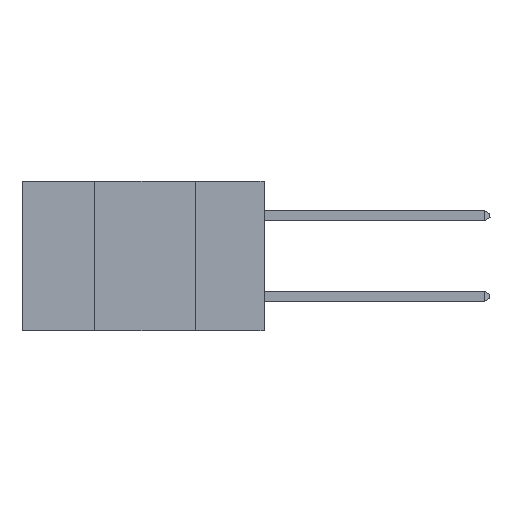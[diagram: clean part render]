
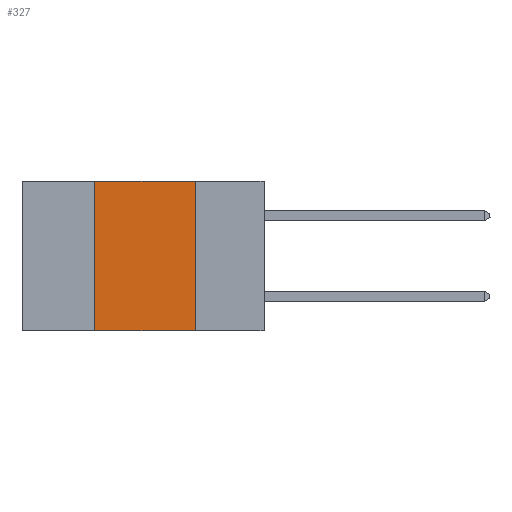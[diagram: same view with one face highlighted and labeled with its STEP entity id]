
A CAD part, left-side view. The second image highlights one B-rep face of the part: STEP entity #327.
In plain terms, the highlighted planar face has unit normal (-1, 0, 0).
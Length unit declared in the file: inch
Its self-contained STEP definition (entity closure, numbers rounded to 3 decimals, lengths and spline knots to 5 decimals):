
#327 = ADVANCED_FACE ( 'NONE', ( #16823 ), #5909, .F. ) ;
#865 = EDGE_CURVE ( 'NONE', #5345, #5666, #13122, .T. ) ;
#953 = LINE ( 'NONE', #7688, #2438 ) ;
#1442 = ORIENTED_EDGE ( 'NONE', *, *, #16312, .F. ) ;
#2208 = CARTESIAN_POINT ( 'NONE',  ( 0., 0.17, -0.37 ) ) ;
#2241 = CARTESIAN_POINT ( 'NONE',  ( 0., 0.17, 0. ) ) ;
#2438 = VECTOR ( 'NONE', #17430, 39.37008 ) ;
#2548 = LINE ( 'NONE', #6292, #16871 ) ;
#2653 = VERTEX_POINT ( 'NONE', #9306 ) ;
#2998 = CARTESIAN_POINT ( 'NONE',  ( 0., 0.6, 0. ) ) ;
#4649 = AXIS2_PLACEMENT_3D ( 'NONE', #2998, #10066, #15697 ) ;
#5040 = DIRECTION ( 'NONE',  ( 0., 0., -1. ) ) ;
#5345 = VERTEX_POINT ( 'NONE', #6045 ) ;
#5666 = VERTEX_POINT ( 'NONE', #2208 ) ;
#5909 = PLANE ( 'NONE',  #4649 ) ;
#5977 = EDGE_CURVE ( 'NONE', #17543, #5666, #2548, .T. ) ;
#6045 = CARTESIAN_POINT ( 'NONE',  ( 0., 0.17, 0. ) ) ;
#6292 = CARTESIAN_POINT ( 'NONE',  ( 0., 0.6, -0.37 ) ) ;
#7415 = ORIENTED_EDGE ( 'NONE', *, *, #5977, .T. ) ;
#7688 = CARTESIAN_POINT ( 'NONE',  ( 0., 0.42, 0. ) ) ;
#7778 = VECTOR ( 'NONE', #13705, 39.37008 ) ;
#8883 = DIRECTION ( 'NONE',  ( 0., -1., 0. ) ) ;
#9172 = ORIENTED_EDGE ( 'NONE', *, *, #865, .F. ) ;
#9306 = CARTESIAN_POINT ( 'NONE',  ( 0., 0.42, 0. ) ) ;
#9406 = VECTOR ( 'NONE', #5040, 39.37008 ) ;
#10066 = DIRECTION ( 'NONE',  ( 1., 0., 0. ) ) ;
#12983 = LINE ( 'NONE', #15147, #7778 ) ;
#13122 = LINE ( 'NONE', #2241, #9406 ) ;
#13705 = DIRECTION ( 'NONE',  ( 0., -1., 0. ) ) ;
#14396 = EDGE_LOOP ( 'NONE', ( #9172, #17183, #1442, #7415 ) ) ;
#14738 = EDGE_CURVE ( 'NONE', #2653, #5345, #12983, .T. ) ;
#15147 = CARTESIAN_POINT ( 'NONE',  ( 0., 0.6, 0. ) ) ;
#15697 = DIRECTION ( 'NONE',  ( 0., 0., -1. ) ) ;
#16312 = EDGE_CURVE ( 'NONE', #17543, #2653, #953, .T. ) ;
#16823 = FACE_OUTER_BOUND ( 'NONE', #14396, .T. ) ;
#16871 = VECTOR ( 'NONE', #8883, 39.37008 ) ;
#17183 = ORIENTED_EDGE ( 'NONE', *, *, #14738, .F. ) ;
#17430 = DIRECTION ( 'NONE',  ( 0., 0., 1. ) ) ;
#17543 = VERTEX_POINT ( 'NONE', #17858 ) ;
#17858 = CARTESIAN_POINT ( 'NONE',  ( 0., 0.42, -0.37 ) ) ;
